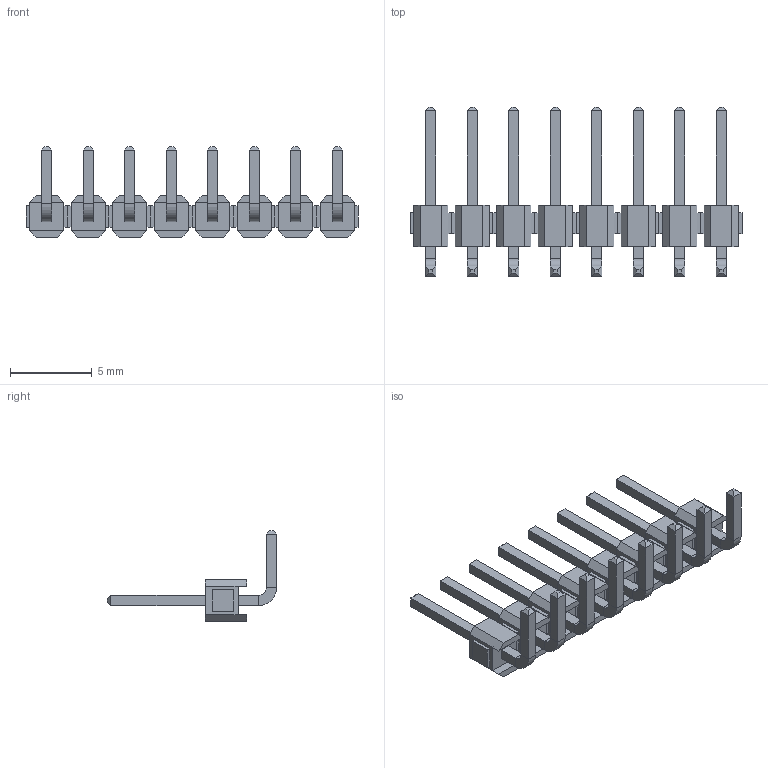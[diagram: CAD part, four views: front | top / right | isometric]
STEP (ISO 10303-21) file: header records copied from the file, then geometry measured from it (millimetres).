
FILE_DESCRIPTION (( 'STEP AP214' ), '1' );
FILE_NAME ('PLSR-08D.STEP', '2019-07-02T21:09:44', ( '' ), ( '' ), 'SwSTEP 2.0', 'SolidWorks 2018', '' );
FILE_SCHEMA (( 'AUTOMOTIVE_DESIGN' ));
Length unit declared in the file: millimetre
Products named in the file (1): PLSR-08D
Bounding box: 20.32 x 10.36 x 5.54 mm (x, y, z)
Volume: 130.8 mm3; surface area: 510.7 mm2
Topology: 8 solids, 8 shells, 400 faces, 896 edges, 544 vertices
Faces by surface type: plane 384, cylinder 16
Entity records: 15189 total; most frequent: CARTESIAN_POINT 1841, ORIENTED_EDGE 1792, DIRECTION 1730, EDGE_CURVE 896, LINE 864, VECTOR 864, VERTEX_POINT 544, AXIS2_PLACEMENT_3D 433
